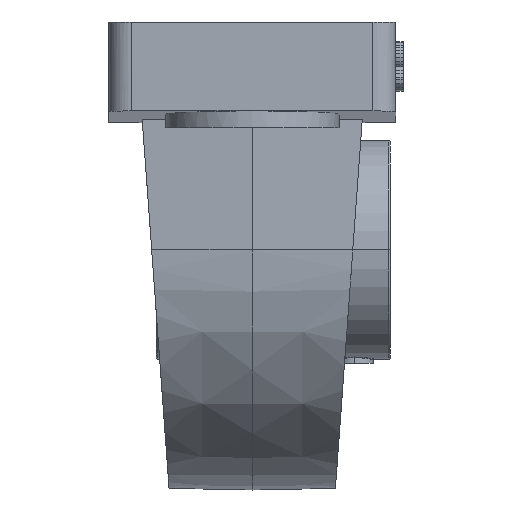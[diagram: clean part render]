
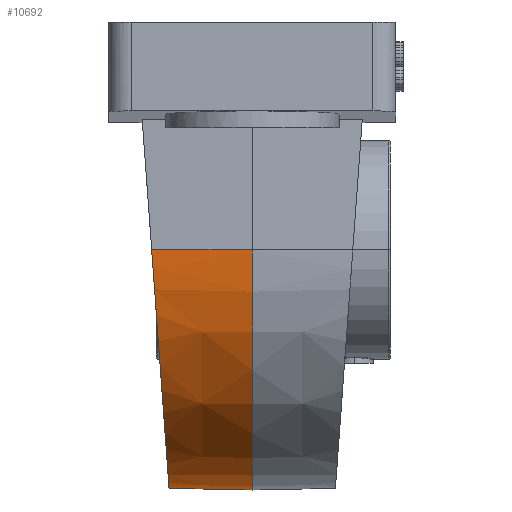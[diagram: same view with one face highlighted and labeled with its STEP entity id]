
A CAD part, left-side view. The second image highlights one B-rep face of the part: STEP entity #10692.
In plain terms, the highlighted conical face has half-angle 1.146 degrees and reference radius 31.667 mm.
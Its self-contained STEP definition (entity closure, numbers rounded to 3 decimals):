
#3728=CARTESIAN_POINT('',(0.,0.,0.8));
#3729=DIRECTION('',(0.,1.,0.));
#3730=DIRECTION('',(1.,0.,0.));
#3731=AXIS2_PLACEMENT_3D('',#3728,#3729,#3730);
#3811=DIRECTION('',(-0.02,1.,0.));
#3812=VECTOR('',#3811,13.321);
#3813=CARTESIAN_POINT('',(31.8,0.,0.8));
#3814=LINE('',#3813,#3812);
#3815=DIRECTION('',(-0.02,-1.,0.));
#3816=VECTOR('',#3815,13.321);
#3817=CARTESIAN_POINT('',(-31.534,13.319,0.8));
#3818=LINE('',#3817,#3816);
#3845=CARTESIAN_POINT('',(31.534,13.319,0.8));
#3846=CARTESIAN_POINT('',(31.539,13.048,-2.919));
#3847=CARTESIAN_POINT('',(30.526,12.608,-8.944));
#3848=CARTESIAN_POINT('',(26.609,12.051,-16.58));
#3849=CARTESIAN_POINT('',(22.476,11.679,-21.689));
#3850=CARTESIAN_POINT('',(17.372,11.377,-25.831));
#3851=CARTESIAN_POINT('',(11.652,11.162,-28.773));
#3852=CARTESIAN_POINT('',(6.71,11.061,-30.17));
#3853=CARTESIAN_POINT('',(2.819,11.022,-30.697));
#3854=CARTESIAN_POINT('',(0.,11.013,-30.821));
#3855=CARTESIAN_POINT('',(-2.819,11.022,
-30.697));
#3856=CARTESIAN_POINT('',(-6.71,11.061,
-30.17));
#3857=CARTESIAN_POINT('',(-11.652,11.162,
-28.773));
#3858=CARTESIAN_POINT('',(-17.372,11.377,
-25.831));
#3859=CARTESIAN_POINT('',(-22.476,11.679,
-21.689));
#3860=CARTESIAN_POINT('',(-26.609,12.051,
-16.58));
#3861=CARTESIAN_POINT('',(-30.526,12.608,
-8.944));
#3862=CARTESIAN_POINT('',(-31.539,13.048,
-2.919));
#3863=CARTESIAN_POINT('',(-31.534,13.319,0.8));
#4268=CARTESIAN_POINT('',(31.8,0.,0.8));
#4270=VERTEX_POINT('',#4268);
#4271=CARTESIAN_POINT('',(31.534,13.319,0.8));
#4272=VERTEX_POINT('',#4271);
#4273=CARTESIAN_POINT('',(-31.8,0.,0.8));
#4274=VERTEX_POINT('',#4273);
#4276=VERTEX_POINT('',#3863);
#10678=CARTESIAN_POINT('',(0.,6.659,0.8));
#10679=DIRECTION('',(0.,-1.,0.));
#10680=DIRECTION('',(1.,0.,0.));
#10681=AXIS2_PLACEMENT_3D('',#10678,#10679,#10680);
#10682=CONICAL_SURFACE('',#10681,31.667,1.146);
#10684=ORIENTED_EDGE('',*,*,#10683,.T.);
#10686=ORIENTED_EDGE('',*,*,#10685,.T.);
#10688=ORIENTED_EDGE('',*,*,#10687,.T.);
#10689=ORIENTED_EDGE('',*,*,#10652,.F.);
#10690=EDGE_LOOP('',(#10684,#10686,#10688,#10689));
#10691=FACE_OUTER_BOUND('',#10690,.F.);
#10692=ADVANCED_FACE('',(#10691),#10682,.T.);
#3732=CIRCLE('',#3731,31.8);
#3864=B_SPLINE_CURVE_WITH_KNOTS('',3,(#3845,#3846,#3847,#3848,#3849,#3850,#3851,
#3852,#3853,#3854,#3855,#3856,#3857,#3858,#3859,#3860,#3861,#3862,#3863),
.UNSPECIFIED.,.F.,.F.,(4,1,1,1,1,1,1,1,1,1,1,1,1,1,1,1,4),(0.,0.125,
0.188,0.25,0.313,0.375,0.438,0.469,0.5,0.531,0.563,
0.625,0.688,0.75,0.813,0.875,1.),.UNSPECIFIED.);
#10652=EDGE_CURVE('',#4270,#4274,#3732,.T.);
#10683=EDGE_CURVE('',#4270,#4272,#3814,.T.);
#10685=EDGE_CURVE('',#4272,#4276,#3864,.T.);
#10687=EDGE_CURVE('',#4276,#4274,#3818,.T.);
